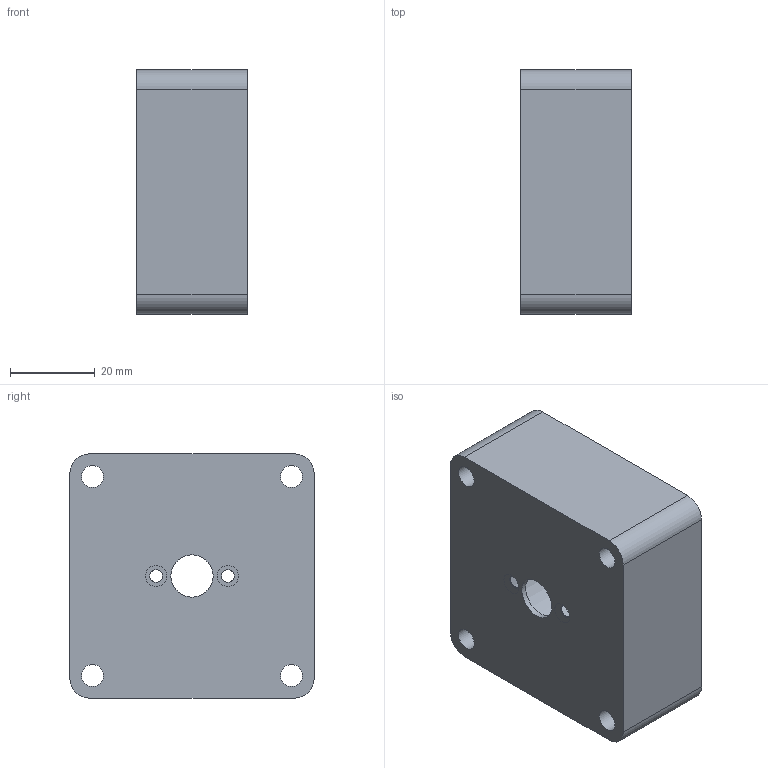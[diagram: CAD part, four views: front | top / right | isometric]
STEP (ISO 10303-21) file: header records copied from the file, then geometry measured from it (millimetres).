
FILE_DESCRIPTION(/* description */ (''),/* implementation_level */ '2;1');
FILE_NAME(/* name */ 'ArmAdapMotorV2.step',/* time_stamp */ '2024-03-06T17:08:38-03:00',/* author */ (''),/* organization */ (''),/* preprocessor_version */ 'ST-DEVELOPER v20',/* originating_system */ 'Autodesk Translation Framework v12.20.1.177',/* authorisation */ '');
FILE_SCHEMA (('AUTOMOTIVE_DESIGN { 1 0 10303 214 3 1 1 }'));
Length unit declared in the file: millimetre
Products named in the file (2): Arm; AdaptadorMotor v2
Assembly tree (1 placements, depth 2):
  Arm
    AdaptadorMotor v2
Bounding box: 26.25 x 57.8 x 57.8 mm (x, y, z)
Volume: 72268.4 mm3; surface area: 15904.8 mm2
Topology: 1 solids, 1 shells, 33 faces, 88 edges, 58 vertices
Faces by surface type: cylinder 16, plane 15, cone 2
Full cylindrical faces by diameter (mm): 3 x2, 10 x1, 25.3 x1
Entity records: 1142 total; most frequent: DIRECTION 194, CARTESIAN_POINT 182, ORIENTED_EDGE 176, EDGE_CURVE 88, AXIS2_PLACEMENT_3D 70, VERTEX_POINT 58, LINE 54, VECTOR 54
